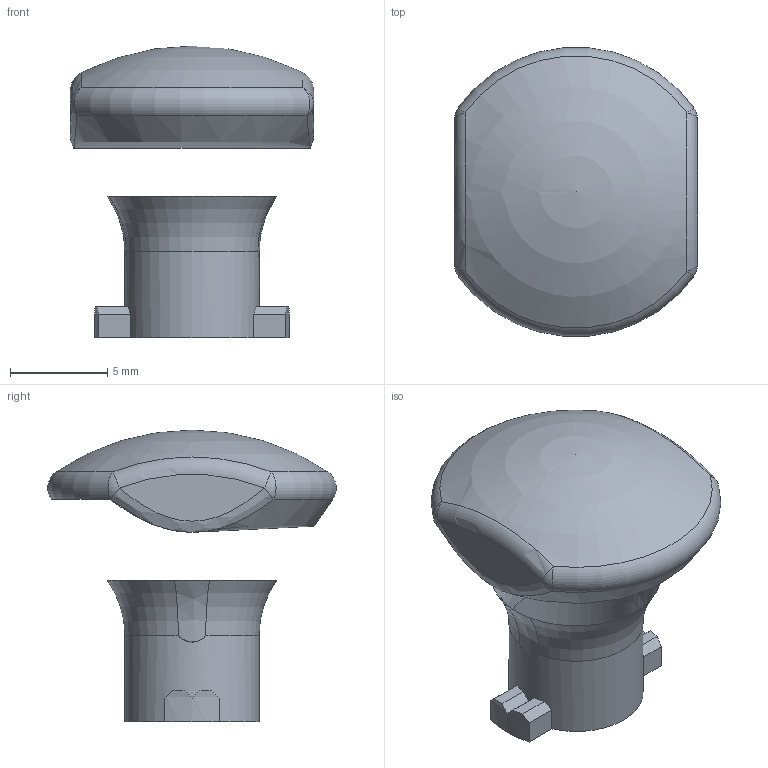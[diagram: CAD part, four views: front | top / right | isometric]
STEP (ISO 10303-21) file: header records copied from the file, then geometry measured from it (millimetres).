
FILE_DESCRIPTION(/* description */ (''),/* implementation_level */ '2;1');
FILE_NAME(/* name */ 'Convex Topper.step',/* time_stamp */ '2025-04-09T15:31:51-07:00',/* author */ (''),/* organization */ (''),/* preprocessor_version */ 'ST-DEVELOPER v20.1',/* originating_system */ 'Autodesk Translation Framework v14.4.0.0',/* authorisation */ '');
FILE_SCHEMA (('AUTOMOTIVE_DESIGN { 1 0 10303 214 3 1 1 }'));
Length unit declared in the file: millimetre
Products named in the file (2): Convex Topper; Convex Topper_1
Assembly tree (1 placements, depth 2):
  Convex Topper
    Convex Topper_1
Bounding box: 12.5 x 14.84 x 15 mm (x, y, z)
Volume: 1139.5 mm3; surface area: 646.3 mm2
Topology: 1 solids, 1 shells, 40 faces, 100 edges, 61 vertices
Faces by surface type: plane 19, bspline 6, torus 6, sphere 5, cylinder 3, cone 1
Full cylindrical faces by diameter (mm): 6.9 x1
Entity records: 1409 total; most frequent: CARTESIAN_POINT 402, DIRECTION 218, ORIENTED_EDGE 198, EDGE_CURVE 99, AXIS2_PLACEMENT_3D 95, VERTEX_POINT 61, CIRCLE 42, FACE_OUTER_BOUND 40
